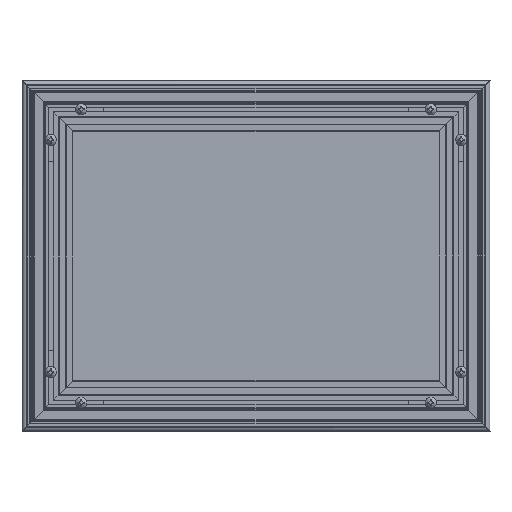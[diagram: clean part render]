
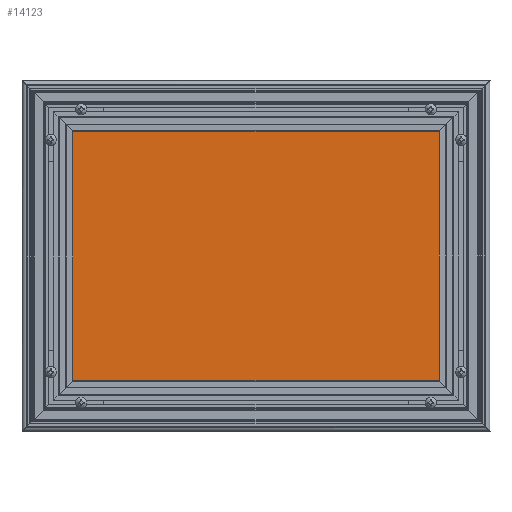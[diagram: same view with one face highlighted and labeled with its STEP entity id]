
A CAD part, front view. The second image highlights one B-rep face of the part: STEP entity #14123.
In plain terms, the highlighted planar face has unit normal (0, -1, 0).
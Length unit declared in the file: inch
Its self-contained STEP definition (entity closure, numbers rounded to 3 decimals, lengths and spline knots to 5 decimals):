
#581 = CARTESIAN_POINT ( 'NONE',  ( -0.51666, 0.06861, -4.59375 ) ) ;
#873 = VERTEX_POINT ( 'NONE', #60103 ) ;
#1174 = EDGE_CURVE ( 'NONE', #62065, #46395, #21627, .T. ) ;
#2253 = CARTESIAN_POINT ( 'NONE',  ( -7.11041, 0.06861, 4.59375 ) ) ;
#6539 = ORIENTED_EDGE ( 'NONE', *, *, #31740, .F. ) ;
#7547 = LINE ( 'NONE', #17904, #51727 ) ;
#11363 = LINE ( 'NONE', #31870, #15001 ) ;
#12409 = DIRECTION ( 'NONE',  ( -1., 0., 0. ) ) ;
#14123 = ADVANCED_FACE ( 'NONE', ( #62061 ), #17481, .F. ) ;
#15001 = VECTOR ( 'NONE', #51397, 39.37008 ) ;
#17481 = PLANE ( 'NONE',  #56443 ) ;
#17779 = DIRECTION ( 'NONE',  ( 0., 1., 0. ) ) ;
#17904 = CARTESIAN_POINT ( 'NONE',  ( -7.11041, 0.06861, -4.59375 ) ) ;
#19220 = VECTOR ( 'NONE', #47622, 39.37008 ) ;
#20548 = ORIENTED_EDGE ( 'NONE', *, *, #1174, .F. ) ;
#21627 = LINE ( 'NONE', #27460, #19220 ) ;
#23956 = ORIENTED_EDGE ( 'NONE', *, *, #47027, .F. ) ;
#26316 = DIRECTION ( 'NONE',  ( 1., 0., 0. ) ) ;
#27460 = CARTESIAN_POINT ( 'NONE',  ( -0.51666, 0.06861, 0. ) ) ;
#27472 = VERTEX_POINT ( 'NONE', #56442 ) ;
#31740 = EDGE_CURVE ( 'NONE', #873, #27472, #11363, .T. ) ;
#31870 = CARTESIAN_POINT ( 'NONE',  ( -13.70416, 0.06861, 0. ) ) ;
#33617 = VECTOR ( 'NONE', #26316, 39.37008 ) ;
#35916 = ORIENTED_EDGE ( 'NONE', *, *, #63406, .F. ) ;
#37635 = DIRECTION ( 'NONE',  ( 0., 0., 1. ) ) ;
#39403 = CARTESIAN_POINT ( 'NONE',  ( -0.51666, 0.06861, 4.59375 ) ) ;
#46395 = VERTEX_POINT ( 'NONE', #581 ) ;
#47027 = EDGE_CURVE ( 'NONE', #27472, #62065, #55934, .T. ) ;
#47622 = DIRECTION ( 'NONE',  ( 0., 0., -1. ) ) ;
#50539 = EDGE_LOOP ( 'NONE', ( #20548, #23956, #6539, #35916 ) ) ;
#51397 = DIRECTION ( 'NONE',  ( 0., 0., 1. ) ) ;
#51727 = VECTOR ( 'NONE', #12409, 39.37008 ) ;
#55934 = LINE ( 'NONE', #2253, #33617 ) ;
#56442 = CARTESIAN_POINT ( 'NONE',  ( -13.70416, 0.06861, 4.59375 ) ) ;
#56443 = AXIS2_PLACEMENT_3D ( 'NONE', #62690, #17779, #37635 ) ;
#60103 = CARTESIAN_POINT ( 'NONE',  ( -13.70416, 0.06861, -4.59375 ) ) ;
#62061 = FACE_OUTER_BOUND ( 'NONE', #50539, .T. ) ;
#62065 = VERTEX_POINT ( 'NONE', #39403 ) ;
#62690 = CARTESIAN_POINT ( 'NONE',  ( -7.11041, 0.06861, 0. ) ) ;
#63406 = EDGE_CURVE ( 'NONE', #46395, #873, #7547, .T. ) ;
